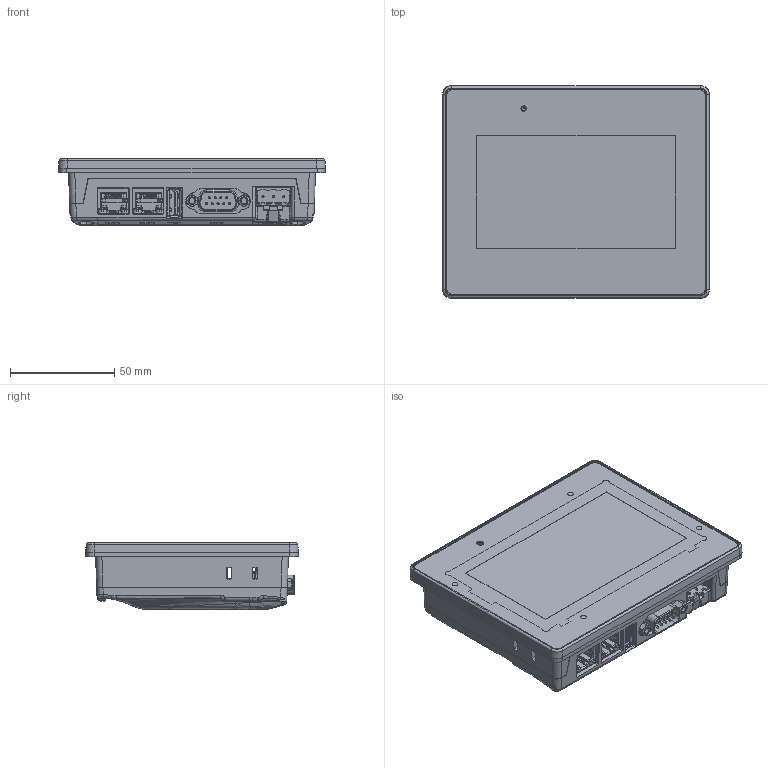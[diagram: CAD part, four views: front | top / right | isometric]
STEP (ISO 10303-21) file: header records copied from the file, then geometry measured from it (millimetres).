
FILE_DESCRIPTION (( 'STEP AP214' ), '1' );
FILE_NAME ('cMT2058XH_240319.STEP', '2024-03-19T05:31:56', ( '' ), ( '' ), 'SwSTEP 2.0', 'SolidWorks 2019', '' );
FILE_SCHEMA (( 'AUTOMOTIVE_DESIGN' ));
Length unit declared in the file: millimetre
Products named in the file (25): P23046-S.STEP; J099110351-Y-G; FEB258X00_240125; I3046.STEP; M3046.STEP; 防水條FEZ805P10-130515; S304611050.STEP; P13046.STEP; MI3046.STEP; 3046105600.STEP; DN6110V01; S127A_04_V1.0 PCBA_230925; J099110351-Y-G.STEP; L3046.STEP; cMT2058X 銘版; D-SUB (M); FS103100T; FEF258X10_240125; cMT2058XH_240319; 5EHDRC-XXP; L3046-2.STEP
Assembly tree (46 placements, depth 7):
  cMT2058XH_240319
    FEF258X10_240125
    防水條FEZ805P10-130515
    cMT2058X 銘版
    S127A_04_V1.0 PCBA_230925
      DN6110V01
      5EHDRC-XXP
      D-SUB (M)
      J099110351-Y-G
        J099110351-Y-G.STEP
          3046105600.STEP
            MI3046.STEP
              M3046.STEP
              I3046.STEP
            L3046.STEP
            L3046-2.STEP
            P23046-S.STEP  x4
            P13046.STEP  x4
          S304611050.STEP
      J099110351-Y-G
        J099110351-Y-G.STEP
          3046105600.STEP
            MI3046.STEP
              M3046.STEP
              I3046.STEP
            L3046.STEP
            L3046-2.STEP
            P23046-S.STEP  x4
            P13046.STEP  x4
          S304611050.STEP
    FEB258X00_240125
    FS103100T  x4
Bounding box: 128 x 102 x 32 mm (x, y, z)
Volume: 84291.7 mm3; surface area: 113340.5 mm2
Topology: 43 solids, 43 shells, 4463 faces, 11695 edges, 7324 vertices
Faces by surface type: plane 2913, cylinder 739, bspline 425, cone 191, torus 169, sphere 26
Entity records: 119043 total; most frequent: CARTESIAN_POINT 40022, ORIENTED_EDGE 16586, DIRECTION 13597, EDGE_CURVE 8293, VERTEX_POINT 5290, LINE 5093, VECTOR 5093, AXIS2_PLACEMENT_3D 4252
